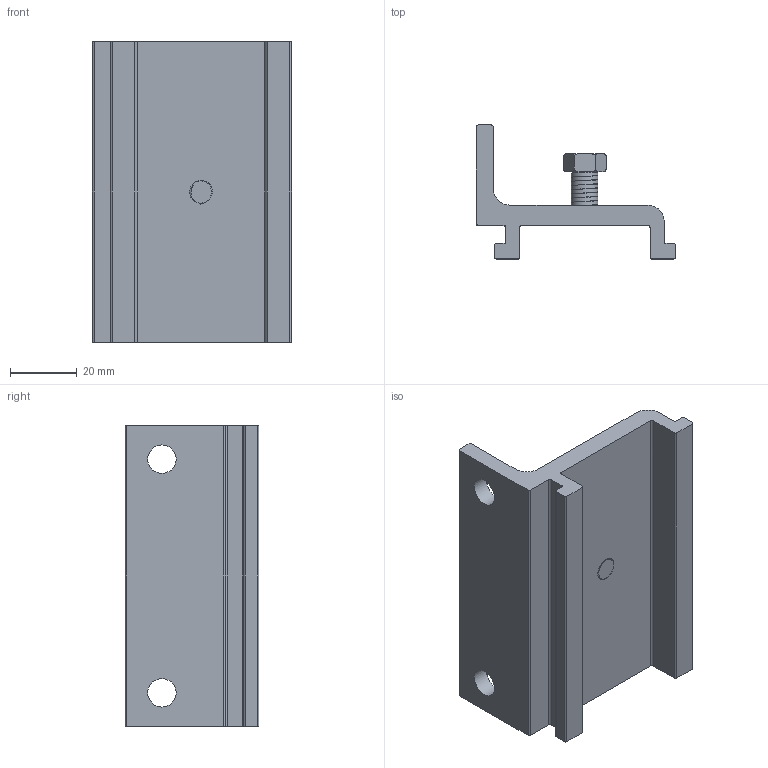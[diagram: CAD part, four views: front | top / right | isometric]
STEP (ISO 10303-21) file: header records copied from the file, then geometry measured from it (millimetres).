
FILE_DESCRIPTION((''),'2;1');
FILE_NAME('10053.stp','2008-10-20T17:00:35',('Didierr'),(''),'Autodesk Inventor 2009','Autodesk Inventor 2009','');
FILE_SCHEMA(('AUTOMOTIVE_DESIGN { 1 0 10303 214 1 1 1 1 }'));
Length unit declared in the file: millimetre
Products named in the file (3): 10053; 17116; vis TH M8x16
Assembly tree (2 placements, depth 2):
  10053
    17116
    vis TH M8x16
Bounding box: 59.62 x 40 x 90 mm (x, y, z)
Volume: 51469.4 mm3; surface area: 22346.8 mm2
Topology: 2 solids, 3 shells, 79 faces, 221 edges, 147 vertices
Faces by surface type: bspline 32, plane 28, cylinder 18, cone 1
Full cylindrical faces by diameter (mm): 8 x1
Entity records: 7733 total; most frequent: CARTESIAN_POINT 5915, ORIENTED_EDGE 420, DIRECTION 261, EDGE_CURVE 210, VERTEX_POINT 143, AXIS2_PLACEMENT_3D 94, B_SPLINE_CURVE_WITH_KNOTS 94, EDGE_LOOP 91
